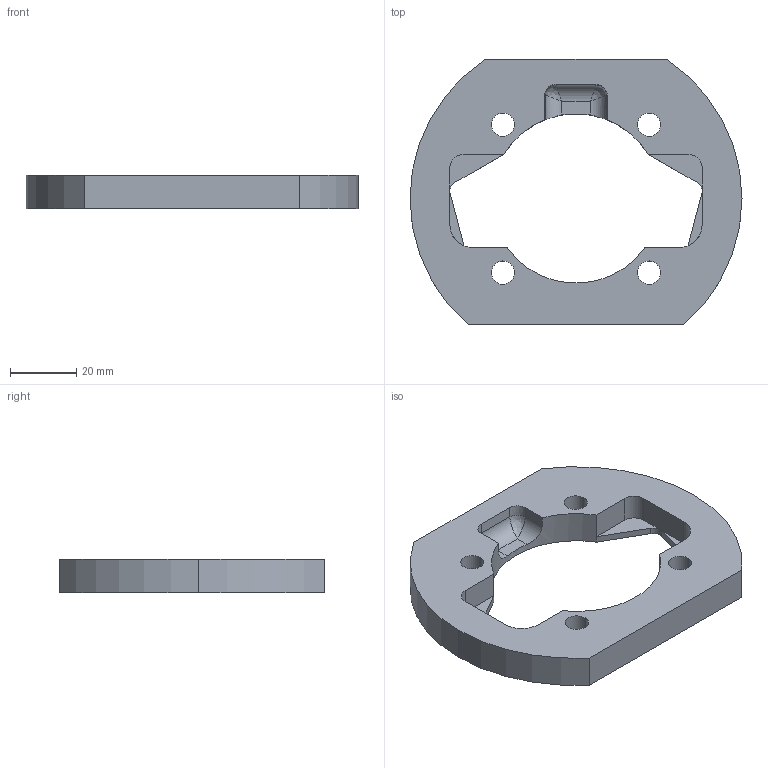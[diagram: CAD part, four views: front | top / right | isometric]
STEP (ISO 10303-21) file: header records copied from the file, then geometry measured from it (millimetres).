
FILE_DESCRIPTION(('CATIA V5 STEP Exchange'),'2;1');
FILE_NAME('embase.stp','2021-10-15T18:55:02+00:00',('none'),('none'),'CATIA Version 5 Release 20 GA (IN-10)','CATIA V5 STEP AP203','none');
FILE_SCHEMA(('CONFIG_CONTROL_DESIGN'));
Length unit declared in the file: millimetre
Products named in the file (1): embase
Bounding box: 100 x 80.05 x 10 mm (x, y, z)
Volume: 40038 mm3; surface area: 14673.9 mm2
Topology: 1 solids, 1 shells, 51 faces, 135 edges, 86 vertices
Faces by surface type: plane 24, cylinder 23, cone 2, bspline 2
Entity records: 1879 total; most frequent: CARTESIAN_POINT 648, ORIENTED_EDGE 270, DIRECTION 191, EDGE_CURVE 135, VERTEX_POINT 86, AXIS2_PLACEMENT_3D 81, VECTOR 77, LINE 77
